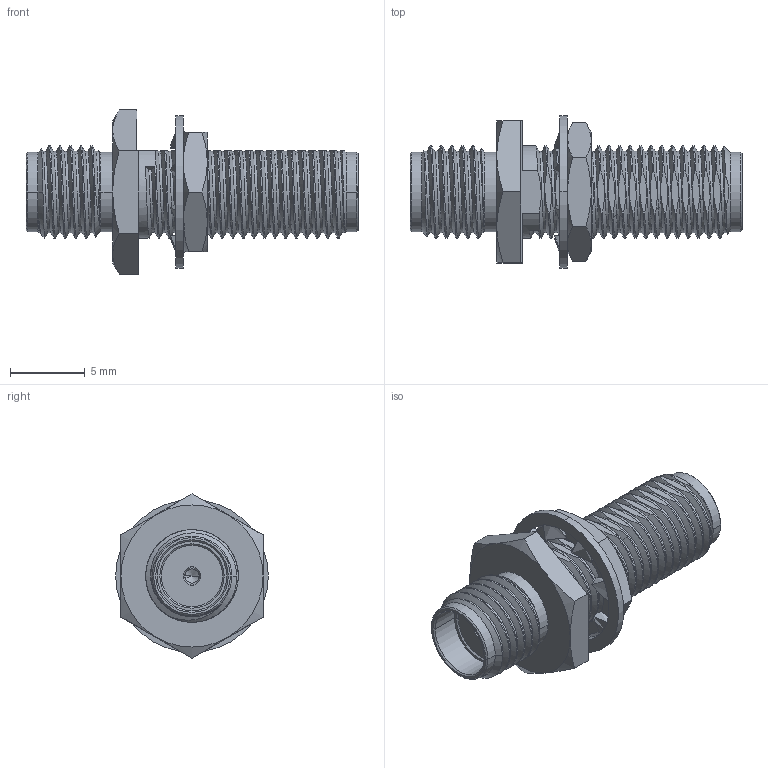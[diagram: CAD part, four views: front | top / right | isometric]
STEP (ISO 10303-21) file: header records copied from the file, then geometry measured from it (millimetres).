
FILE_DESCRIPTION((''),'2;1');
FILE_NAME('SMA7471B1-NT50G-50_AS_SW0001','2018-05-04T',('Kaviyarasan'),(''),'CREO PARAMETRIC BY PTC INC, 2017020','CREO PARAMETRIC BY PTC INC, 2017020','');
FILE_SCHEMA(('CONFIG_CONTROL_DESIGN'));
Length unit declared in the file: inch
Products named in the file (1): SMA7471B1-NT50G-50_AS_SW0001
Bounding box: 22.2 x 10.2 x 10.97 mm (x, y, z)
Volume: 641 mm3; surface area: 1034.6 mm2
Topology: 1 solids, 1 shells, 228 faces, 770 edges, 532 vertices
Faces by surface type: plane 69, bspline 56, cylinder 55, cone 48
Entity records: 20279 total; most frequent: CARTESIAN_POINT 14193, ORIENTED_EDGE 1536, DIRECTION 912, EDGE_CURVE 768, VERTEX_POINT 532, B_SPLINE_CURVE_WITH_KNOTS 354, AXIS2_PLACEMENT_3D 326, VECTOR 260
